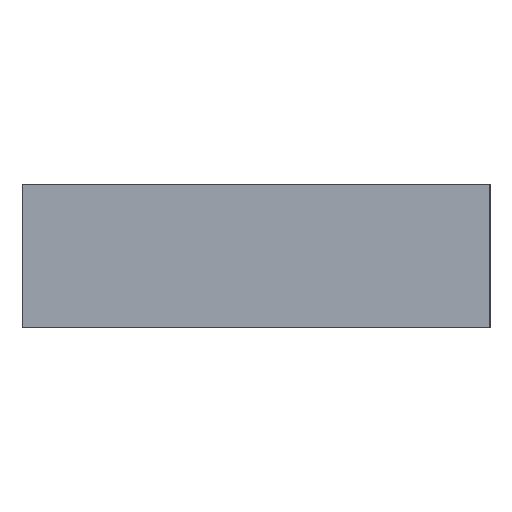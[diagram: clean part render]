
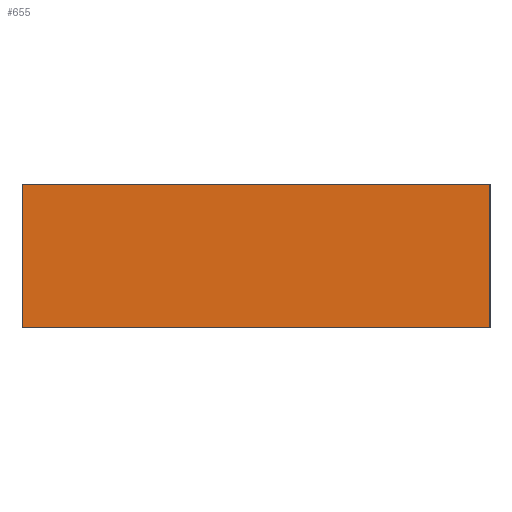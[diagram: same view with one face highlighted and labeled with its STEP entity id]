
A CAD part, left-side view. The second image highlights one B-rep face of the part: STEP entity #655.
In plain terms, the highlighted planar face has unit normal (-1, 0, 0).
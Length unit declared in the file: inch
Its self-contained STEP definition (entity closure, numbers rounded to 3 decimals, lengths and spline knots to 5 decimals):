
#47=FACE_OUTER_BOUND('',#81,.T.);
#81=EDGE_LOOP('',(#573,#574,#575,#576));
#122=LINE('',#939,#212);
#172=LINE('',#1037,#262);
#173=LINE('',#1039,#263);
#174=LINE('',#1040,#264);
#212=VECTOR('',#771,0.3937);
#262=VECTOR('',#853,0.3937);
#263=VECTOR('',#854,0.3937);
#264=VECTOR('',#855,0.3937);
#291=VERTEX_POINT('',#935);
#293=VERTEX_POINT('',#938);
#325=VERTEX_POINT('',#1036);
#326=VERTEX_POINT('',#1038);
#362=EDGE_CURVE('',#293,#291,#122,.T.);
#412=EDGE_CURVE('',#291,#325,#172,.T.);
#413=EDGE_CURVE('',#326,#325,#173,.T.);
#414=EDGE_CURVE('',#293,#326,#174,.T.);
#573=ORIENTED_EDGE('',*,*,#362,.T.);
#574=ORIENTED_EDGE('',*,*,#412,.T.);
#575=ORIENTED_EDGE('',*,*,#413,.F.);
#576=ORIENTED_EDGE('',*,*,#414,.F.);
#624=PLANE('',#706);
#655=ADVANCED_FACE('',(#47),#624,.T.);
#706=AXIS2_PLACEMENT_3D('',#1035,#851,#852);
#771=DIRECTION('',(0.,1.,0.));
#851=DIRECTION('center_axis',(-1.,0.,0.));
#852=DIRECTION('ref_axis',(0.,1.,0.));
#853=DIRECTION('',(0.,0.,-1.));
#854=DIRECTION('',(0.,1.,0.));
#855=DIRECTION('',(0.,0.,-1.));
#935=CARTESIAN_POINT('',(-4.43701,2.56693,0.));
#938=CARTESIAN_POINT('',(-4.43701,-2.56693,0.));
#939=CARTESIAN_POINT('',(-4.43701,-2.56693,0.));
#1035=CARTESIAN_POINT('Origin',(-4.43701,-2.56693,0.));
#1036=CARTESIAN_POINT('',(-4.43701,2.56693,-1.5748));
#1037=CARTESIAN_POINT('',(-4.43701,2.56693,0.));
#1038=CARTESIAN_POINT('',(-4.43701,-2.56693,-1.5748));
#1039=CARTESIAN_POINT('',(-4.43701,-2.56693,-1.5748));
#1040=CARTESIAN_POINT('',(-4.43701,-2.56693,0.));
